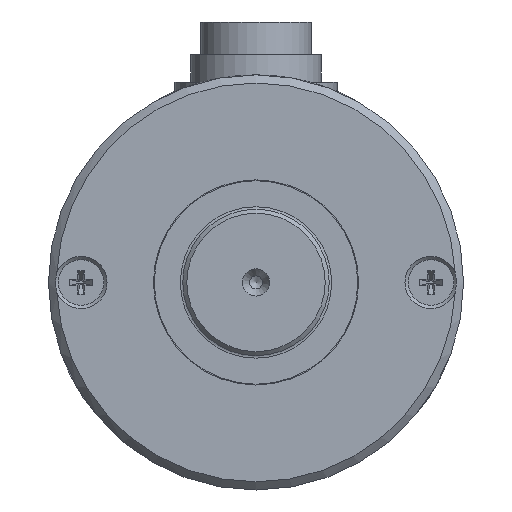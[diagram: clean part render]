
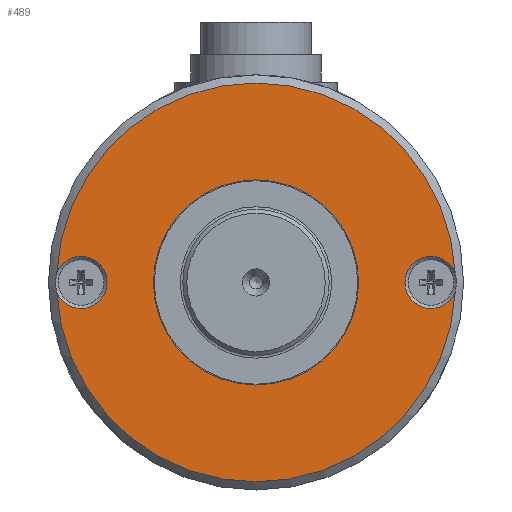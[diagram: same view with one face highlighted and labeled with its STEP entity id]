
A CAD part, front view. The second image highlights one B-rep face of the part: STEP entity #489.
In plain terms, the highlighted face is planar.
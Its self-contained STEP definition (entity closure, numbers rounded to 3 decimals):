
#489 = ADVANCED_FACE( '', ( #1011, #1012 ), #1013, .T. );
#1011 = FACE_OUTER_BOUND( '', #1690, .T. );
#1012 = FACE_BOUND( '', #1691, .T. );
#1013 = PLANE( '', #1692 );
#1690 = EDGE_LOOP( '', ( #2575, #2576, #2577, #2578 ) );
#1691 = EDGE_LOOP( '', ( #2579 ) );
#1692 = AXIS2_PLACEMENT_3D( '', #2580, #2581, #2582 );
#2575 = ORIENTED_EDGE( '', *, *, #3593, .T. );
#2576 = ORIENTED_EDGE( '', *, *, #3737, .T. );
#2577 = ORIENTED_EDGE( '', *, *, #3595, .T. );
#2578 = ORIENTED_EDGE( '', *, *, #3738, .T. );
#2579 = ORIENTED_EDGE( '', *, *, #3739, .T. );
#2580 = CARTESIAN_POINT( '', ( 0., 0., 0. ) );
#2581 = DIRECTION( '', ( -1., 0., 0. ) );
#2582 = DIRECTION( '', ( 0., -1., 0. ) );
#3593 = EDGE_CURVE( '', #4139, #4140, #4141, .T. );
#3595 = EDGE_CURVE( '', #4144, #4142, #4145, .T. );
#3737 = EDGE_CURVE( '', #4140, #4144, #4383, .F. );
#3738 = EDGE_CURVE( '', #4142, #4139, #4384, .F. );
#3739 = EDGE_CURVE( '', #4385, #4385, #4386, .F. );
#4139 = VERTEX_POINT( '', #5072 );
#4140 = VERTEX_POINT( '', #5073 );
#4141 = CIRCLE( '', #5074, 24.5 );
#4142 = VERTEX_POINT( '', #5075 );
#4144 = VERTEX_POINT( '', #5084 );
#4145 = CIRCLE( '', #5085, 24.5 );
#4383 = CIRCLE( '', #5393, 3.2 );
#4384 = CIRCLE( '', #5394, 3.2 );
#4385 = VERTEX_POINT( '', #5395 );
#4386 = CIRCLE( '', #5396, 12.6 );
#5072 = CARTESIAN_POINT( '', ( 0., -24.471, 1.188 ) );
#5073 = CARTESIAN_POINT( '', ( 0., 24.471, 1.188 ) );
#5074 = AXIS2_PLACEMENT_3D( '', #6191, #6192, #6193 );
#5075 = CARTESIAN_POINT( '', ( 0., -24.471, -1.188 ) );
#5084 = CARTESIAN_POINT( '', ( 0., 24.471, -1.188 ) );
#5085 = AXIS2_PLACEMENT_3D( '', #6194, #6195, #6196 );
#5393 = AXIS2_PLACEMENT_3D( '', #6398, #6399, #6400 );
#5394 = AXIS2_PLACEMENT_3D( '', #6401, #6402, #6403 );
#5395 = CARTESIAN_POINT( '', ( 0., -12.6, 0. ) );
#5396 = AXIS2_PLACEMENT_3D( '', #6404, #6405, #6406 );
#6191 = CARTESIAN_POINT( '', ( 0., 0., 0. ) );
#6192 = DIRECTION( '', ( -1., 0., 0. ) );
#6193 = DIRECTION( '', ( 0., -1., 0. ) );
#6194 = CARTESIAN_POINT( '', ( 0., 0., 0. ) );
#6195 = DIRECTION( '', ( -1., 0., 0. ) );
#6196 = DIRECTION( '', ( 0., -1., 0. ) );
#6398 = CARTESIAN_POINT( '', ( 0., 21.5, 0. ) );
#6399 = DIRECTION( '', ( -1., 0., 0. ) );
#6400 = DIRECTION( '', ( 0., -1., 0. ) );
#6401 = CARTESIAN_POINT( '', ( 0., -21.5, 0. ) );
#6402 = DIRECTION( '', ( -1., 0., 0. ) );
#6403 = DIRECTION( '', ( 0., 1., 0. ) );
#6404 = CARTESIAN_POINT( '', ( 0., 0., 0. ) );
#6405 = DIRECTION( '', ( -1., 0., 0. ) );
#6406 = DIRECTION( '', ( 0., -1., 0. ) );
